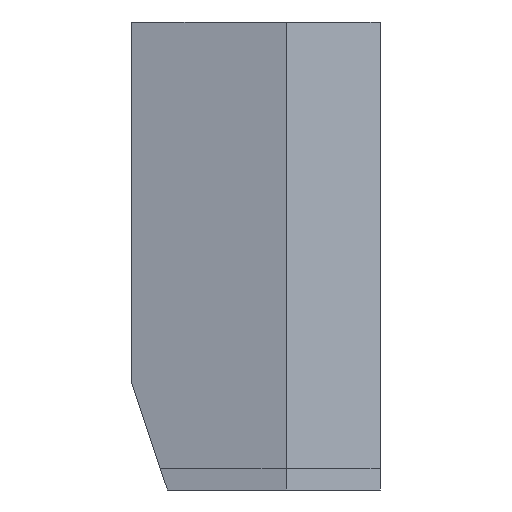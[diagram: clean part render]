
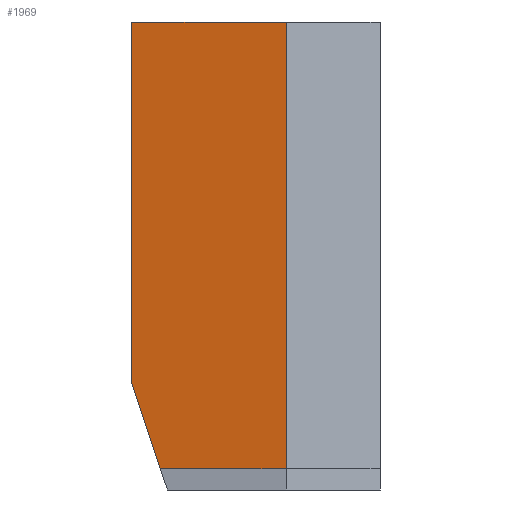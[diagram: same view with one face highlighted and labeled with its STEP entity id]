
A CAD part, left-side view. The second image highlights one B-rep face of the part: STEP entity #1969.
In plain terms, the highlighted planar face has unit normal (-0.983, 0.182, 0).
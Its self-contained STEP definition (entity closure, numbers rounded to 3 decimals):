
#59 = VERTEX_POINT ( 'NONE', #1600 ) ;
#66 = LINE ( 'NONE', #1932, #640 ) ;
#86 = DIRECTION ( 'NONE',  ( 0., 0., -1. ) ) ;
#87 = VECTOR ( 'NONE', #439, 1000. ) ;
#326 = AXIS2_PLACEMENT_3D ( 'NONE', #1003, #1025, #1329 ) ;
#343 = ORIENTED_EDGE ( 'NONE', *, *, #1273, .T. ) ;
#354 = EDGE_CURVE ( 'NONE', #392, #59, #432, .T. ) ;
#361 = LINE ( 'NONE', #1715, #818 ) ;
#392 = VERTEX_POINT ( 'NONE', #588 ) ;
#394 = VERTEX_POINT ( 'NONE', #445 ) ;
#432 = LINE ( 'NONE', #437, #1176 ) ;
#437 = CARTESIAN_POINT ( 'NONE',  ( 0.851, 60.981, 92.944 ) ) ;
#439 = DIRECTION ( 'NONE',  ( 0., 0., -1. ) ) ;
#445 = CARTESIAN_POINT ( 'NONE',  ( -8., 13.244, 3. ) ) ;
#484 = EDGE_CURVE ( 'NONE', #1811, #1687, #361, .T. ) ;
#536 = CARTESIAN_POINT ( 'NONE',  ( -8., 13.244, 101.903 ) ) ;
#588 = CARTESIAN_POINT ( 'NONE',  ( -4.708, 31., 3. ) ) ;
#613 = DIRECTION ( 'NONE',  ( -0.182, -0.983, 0. ) ) ;
#632 = DIRECTION ( 'NONE',  ( -0.182, -0.983, 0. ) ) ;
#640 = VECTOR ( 'NONE', #86, 1000. ) ;
#722 = ORIENTED_EDGE ( 'NONE', *, *, #975, .T. ) ;
#818 = VECTOR ( 'NONE', #613, 1000. ) ;
#841 = LINE ( 'NONE', #1718, #1964 ) ;
#872 = PLANE ( 'NONE',  #326 ) ;
#874 = EDGE_LOOP ( 'NONE', ( #1018, #722, #1664, #1300, #343 ) ) ;
#882 = FACE_OUTER_BOUND ( 'NONE', #874, .T. ) ;
#975 = EDGE_CURVE ( 'NONE', #392, #394, #841, .T. ) ;
#1003 = CARTESIAN_POINT ( 'NONE',  ( -3.966, 35., 101.903 ) ) ;
#1018 = ORIENTED_EDGE ( 'NONE', *, *, #354, .F. ) ;
#1025 = DIRECTION ( 'NONE',  ( -0.983, 0.182, 0. ) ) ;
#1098 = LINE ( 'NONE', #536, #87 ) ;
#1176 = VECTOR ( 'NONE', #1502, 1000. ) ;
#1273 = EDGE_CURVE ( 'NONE', #1811, #59, #66, .T. ) ;
#1286 = CARTESIAN_POINT ( 'NONE',  ( -3.966, 35., 66. ) ) ;
#1300 = ORIENTED_EDGE ( 'NONE', *, *, #484, .F. ) ;
#1316 = EDGE_CURVE ( 'NONE', #1687, #394, #1098, .T. ) ;
#1329 = DIRECTION ( 'NONE',  ( -0.182, -0.983, 0. ) ) ;
#1502 = DIRECTION ( 'NONE',  ( 0.059, 0.316, 0.947 ) ) ;
#1600 = CARTESIAN_POINT ( 'NONE',  ( -3.966, 35., 15. ) ) ;
#1664 = ORIENTED_EDGE ( 'NONE', *, *, #1316, .F. ) ;
#1687 = VERTEX_POINT ( 'NONE', #1721 ) ;
#1715 = CARTESIAN_POINT ( 'NONE',  ( -3.966, 35., 66. ) ) ;
#1718 = CARTESIAN_POINT ( 'NONE',  ( -3.966, 35., 3. ) ) ;
#1721 = CARTESIAN_POINT ( 'NONE',  ( -8., 13.244, 66. ) ) ;
#1811 = VERTEX_POINT ( 'NONE', #1286 ) ;
#1932 = CARTESIAN_POINT ( 'NONE',  ( -3.966, 35., 101.903 ) ) ;
#1964 = VECTOR ( 'NONE', #632, 1000. ) ;
#1969 = ADVANCED_FACE ( 'NONE', ( #882 ), #872, .T. ) ;
